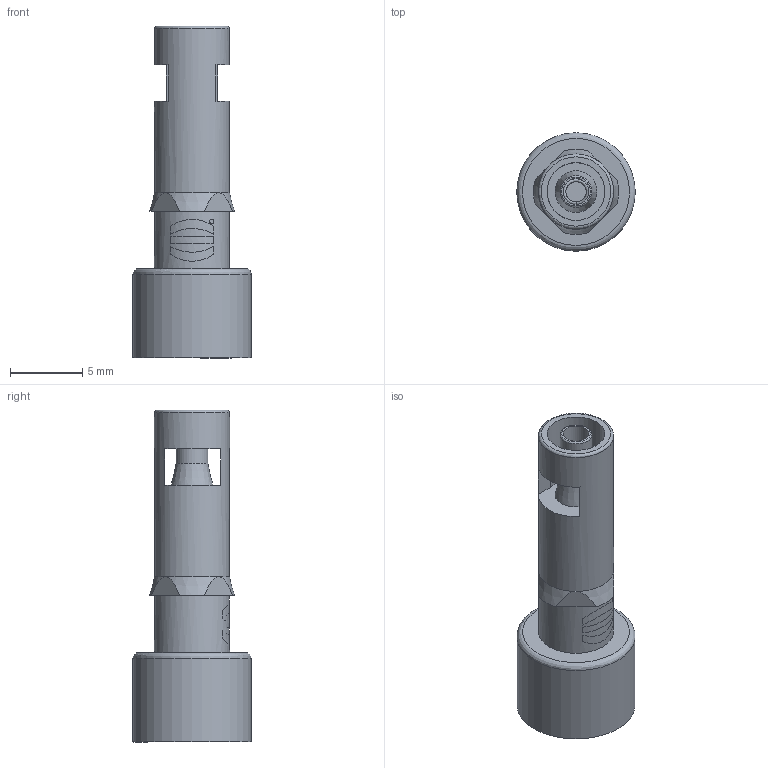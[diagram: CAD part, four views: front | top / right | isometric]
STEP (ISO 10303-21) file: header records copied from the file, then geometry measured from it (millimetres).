
FILE_DESCRIPTION(/* description */ (''),/* implementation_level */ '2;1');
FILE_NAME(/* name */ '100095313ugm000_c.stp',/* time_stamp */ '2017-09-28T17:04:32+02:00',/* author */ (''),/* organization */ (''),/* preprocessor_version */ 'ST-DEVELOPER v16',/* originating_system */ 'SIEMENS PLM Software NX 10.0',/* authorisation */ '');
FILE_SCHEMA (('AUTOMOTIVE_DESIGN { 1 0 10303 214 3 1 1 1 }'));
Length unit declared in the file: millimetre
Products named in the file (1): 100095313ugm000_c
Bounding box: 8.2 x 8.2 x 23 mm (x, y, z)
Volume: 361.8 mm3; surface area: 921.3 mm2
Topology: 1 solids, 1 shells, 75 faces, 195 edges, 147 vertices
Faces by surface type: plane 41, cylinder 19, bspline 8, cone 7
Full cylindrical faces by diameter (mm): 1.8 x1, 2.2 x2, 3.197 x1, 4 x2, 4.4 x1, 5.2 x2, 6.4 x1, 8.2 x1
Entity records: 2970 total; most frequent: CARTESIAN_POINT 1130, DIRECTION 351, ORIENTED_EDGE 318, EDGE_CURVE 159, AXIS2_PLACEMENT_3D 135, VERTEX_POINT 120, EDGE_LOOP 113, LINE 81
